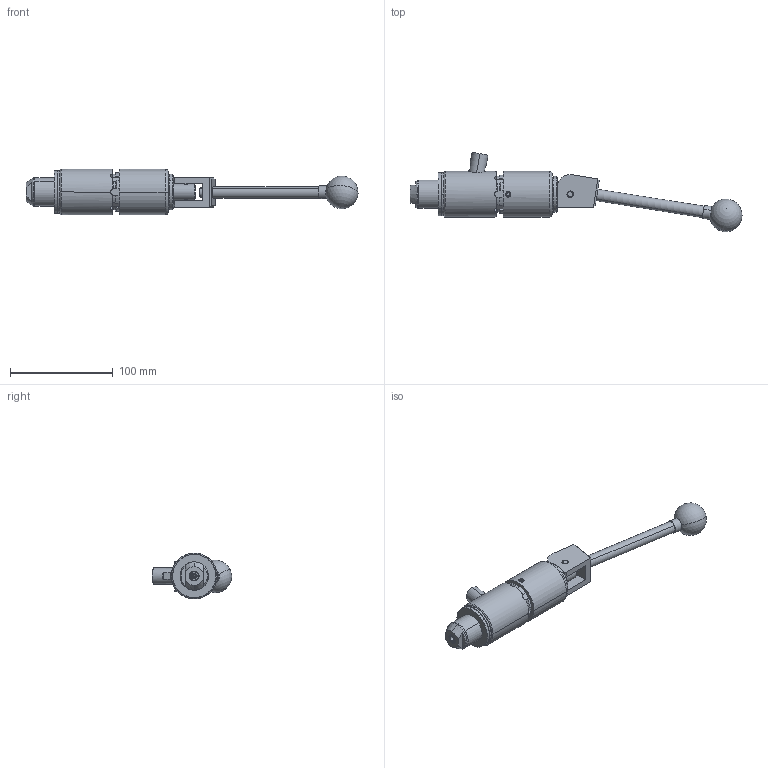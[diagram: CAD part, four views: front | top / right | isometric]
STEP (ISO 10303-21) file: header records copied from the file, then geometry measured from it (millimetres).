
FILE_DESCRIPTION (( 'STEP AP214' ), '1' );
FILE_NAME ('CTSC-003864.STEP', '2025-06-25T21:04:02', ( '' ), ( '' ), 'SwSTEP 2.0', 'SolidWorks 2023', '' );
FILE_SCHEMA (( 'AUTOMOTIVE_DESIGN' ));
Length unit declared in the file: inch
Products named in the file (1): CTSC-003864
Bounding box: 323.28 x 77.27 x 44.45 mm (x, y, z)
Volume: 236557.5 mm3; surface area: 52867.9 mm2
Topology: 9 solids, 10 shells, 331 faces, 822 edges, 524 vertices
Faces by surface type: cylinder 140, plane 120, cone 51, torus 15, bspline 3, sphere 2
Entity records: 15806 total; most frequent: CARTESIAN_POINT 3797, DIRECTION 1639, ORIENTED_EDGE 1626, EDGE_CURVE 813, AXIS2_PLACEMENT_3D 639, VERTEX_POINT 521, EDGE_LOOP 368, LINE 361
